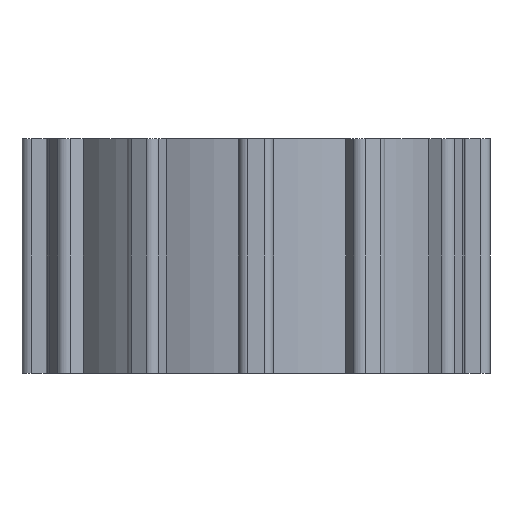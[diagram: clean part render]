
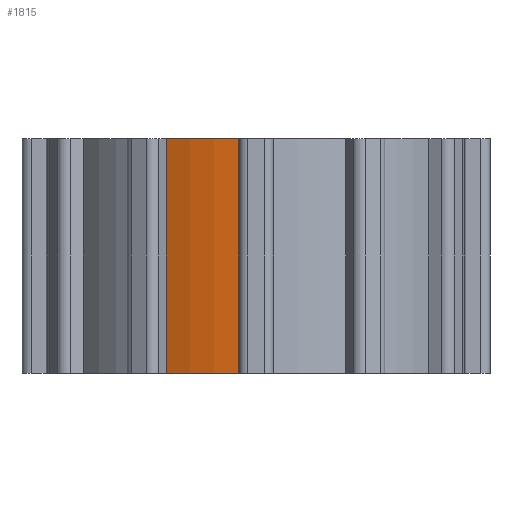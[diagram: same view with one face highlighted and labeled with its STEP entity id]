
A CAD part, left-side view. The second image highlights one B-rep face of the part: STEP entity #1815.
In plain terms, the highlighted cylindrical face has radius 8.969 mm (diameter 17.938 mm), a partial arc.
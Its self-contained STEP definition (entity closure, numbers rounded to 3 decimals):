
#73=CIRCLE('',#1891,8.969);
#120=CIRCLE('',#1987,8.969);
#203=FACE_OUTER_BOUND('',#300,.T.);
#300=EDGE_LOOP('',(#1513,#1514,#1515,#1516));
#488=LINE('',#4158,#650);
#489=LINE('',#4162,#651);
#650=VECTOR('',#2414,10.);
#651=VECTOR('',#2419,10.);
#747=VERTEX_POINT('',#3871);
#748=VERTEX_POINT('',#3873);
#842=VERTEX_POINT('',#4156);
#843=VERTEX_POINT('',#4160);
#949=EDGE_CURVE('',#747,#748,#73,.T.);
#1091=EDGE_CURVE('',#842,#748,#488,.T.);
#1092=EDGE_CURVE('',#843,#842,#120,.T.);
#1093=EDGE_CURVE('',#843,#747,#489,.T.);
#1513=ORIENTED_EDGE('',*,*,#1092,.T.);
#1514=ORIENTED_EDGE('',*,*,#1091,.T.);
#1515=ORIENTED_EDGE('',*,*,#949,.F.);
#1516=ORIENTED_EDGE('',*,*,#1093,.F.);
#1732=CYLINDRICAL_SURFACE('',#1986,8.969);
#1815=ADVANCED_FACE('',(#203),#1732,.T.);
#1891=AXIS2_PLACEMENT_3D('',#3874,#2129,#2130);
#1986=AXIS2_PLACEMENT_3D('',#4159,#2415,#2416);
#1987=AXIS2_PLACEMENT_3D('',#4161,#2417,#2418);
#2129=DIRECTION('center_axis',(0.,0.,1.));
#2130=DIRECTION('ref_axis',(1.,0.,0.));
#2414=DIRECTION('',(0.,0.,1.));
#2415=DIRECTION('center_axis',(0.,0.,1.));
#2416=DIRECTION('ref_axis',(1.,0.,0.));
#2417=DIRECTION('center_axis',(0.,0.,1.));
#2418=DIRECTION('ref_axis',(1.,0.,0.));
#2419=DIRECTION('',(0.,0.,1.));
#3871=CARTESIAN_POINT('',(-8.115,3.819,10.));
#3873=CARTESIAN_POINT('',(-8.937,0.75,10.));
#3874=CARTESIAN_POINT('Origin',(0.,0.,10.));
#4156=CARTESIAN_POINT('',(-8.937,0.75,0.));
#4158=CARTESIAN_POINT('',(-8.937,0.75,0.));
#4159=CARTESIAN_POINT('Origin',(0.,0.,0.));
#4160=CARTESIAN_POINT('',(-8.115,3.819,0.));
#4161=CARTESIAN_POINT('Origin',(0.,0.,0.));
#4162=CARTESIAN_POINT('',(-8.115,3.819,0.));
